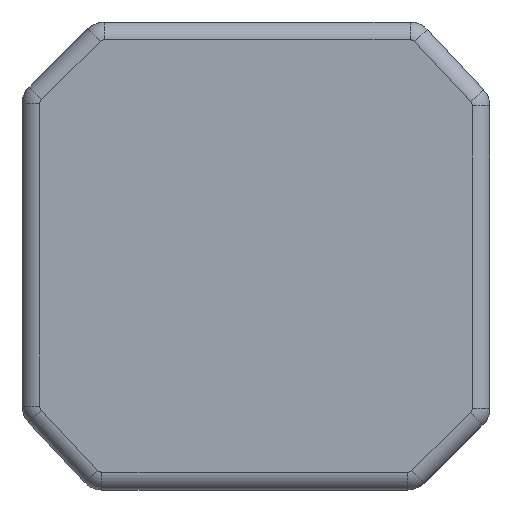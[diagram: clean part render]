
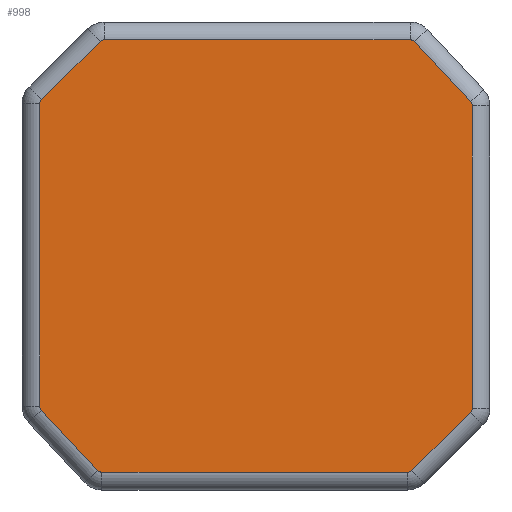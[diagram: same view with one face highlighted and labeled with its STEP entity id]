
A CAD part, front view. The second image highlights one B-rep face of the part: STEP entity #998.
In plain terms, the highlighted planar face has unit normal (0, -1, 0).
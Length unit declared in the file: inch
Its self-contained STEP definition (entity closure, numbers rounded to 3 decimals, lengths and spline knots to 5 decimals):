
#15 = EDGE_CURVE ( 'NONE', #885, #1425, #163, .T. ) ;
#28 = ORIENTED_EDGE ( 'NONE', *, *, #583, .T. ) ;
#69 = EDGE_CURVE ( 'NONE', #841, #455, #445, .T. ) ;
#113 = DIRECTION ( 'NONE',  ( 0., 1., 0. ) ) ;
#121 = CIRCLE ( 'NONE', #922, 0.04 ) ;
#163 = LINE ( 'NONE', #1857, #1346 ) ;
#178 = EDGE_CURVE ( 'NONE', #687, #1512, #640, .T. ) ;
#212 = DIRECTION ( 'NONE',  ( -0.711, 0., -0.703 ) ) ;
#213 = DIRECTION ( 'NONE',  ( 0.711, 0., 0.703 ) ) ;
#220 = ORIENTED_EDGE ( 'NONE', *, *, #1842, .F. ) ;
#246 = ORIENTED_EDGE ( 'NONE', *, *, #1050, .T. ) ;
#250 = CARTESIAN_POINT ( 'NONE',  ( -1.1282, 0., 0.74109 ) ) ;
#252 = VECTOR ( 'NONE', #649, 39.37008 ) ;
#272 = EDGE_CURVE ( 'NONE', #1102, #1665, #351, .T. ) ;
#315 = AXIS2_PLACEMENT_3D ( 'NONE', #1422, #511, #1595 ) ;
#331 = DIRECTION ( 'NONE',  ( 0., 1., 0. ) ) ;
#341 = VECTOR ( 'NONE', #484, 39.37008 ) ;
#351 = LINE ( 'NONE', #1329, #1971 ) ;
#354 = ORIENTED_EDGE ( 'NONE', *, *, #430, .T. ) ;
#383 = FACE_OUTER_BOUND ( 'NONE', #808, .T. ) ;
#387 = CARTESIAN_POINT ( 'NONE',  ( 1.7678, 0., -1.35399 ) ) ;
#399 = DIRECTION ( 'NONE',  ( 0., 1., 0. ) ) ;
#409 = CARTESIAN_POINT ( 'NONE',  ( 1.8078, 0., 0.72595 ) ) ;
#420 = DIRECTION ( 'NONE',  ( 0.682, 0., -0.731 ) ) ;
#425 = ORIENTED_EDGE ( 'NONE', *, *, #1204, .F. ) ;
#426 = ORIENTED_EDGE ( 'NONE', *, *, #894, .F. ) ;
#430 = EDGE_CURVE ( 'NONE', #695, #1183, #1669, .T. ) ;
#445 = LINE ( 'NONE', #1912, #864 ) ;
#449 = CARTESIAN_POINT ( 'NONE',  ( 1.79704, 0., 0.75324 ) ) ;
#450 = CIRCLE ( 'NONE', #1697, 0.04 ) ;
#453 = CARTESIAN_POINT ( 'NONE',  ( 1.39095, 0., -1.78289 ) ) ;
#455 = VERTEX_POINT ( 'NONE', #526 ) ;
#460 = AXIS2_PLACEMENT_3D ( 'NONE', #250, #1914, #515 ) ;
#484 = DIRECTION ( 'NONE',  ( 0., 0., 1. ) ) ;
#502 = CARTESIAN_POINT ( 'NONE',  ( 0., 0., 1.18155 ) ) ;
#511 = DIRECTION ( 'NONE',  ( 0., 1., 0. ) ) ;
#515 = DIRECTION ( 'NONE',  ( 0., 0., 1. ) ) ;
#526 = CARTESIAN_POINT ( 'NONE',  ( 1.79592, 0., -1.38243 ) ) ;
#533 = DIRECTION ( 'NONE',  ( 0., 0., 1. ) ) ;
#548 = CARTESIAN_POINT ( 'NONE',  ( -1.1682, 0., 0.74109 ) ) ;
#565 = PLANE ( 'NONE',  #1692 ) ;
#583 = EDGE_CURVE ( 'NONE', #1554, #1900, #1865, .T. ) ;
#588 = VERTEX_POINT ( 'NONE', #449 ) ;
#589 = ORIENTED_EDGE ( 'NONE', *, *, #1927, .T. ) ;
#591 = VECTOR ( 'NONE', #1997, 39.37008 ) ;
#611 = CARTESIAN_POINT ( 'NONE',  ( 1.7678, 0., 0.72595 ) ) ;
#634 = ORIENTED_EDGE ( 'NONE', *, *, #741, .F. ) ;
#640 = LINE ( 'NONE', #502, #252 ) ;
#641 = AXIS2_PLACEMENT_3D ( 'NONE', #611, #1696, #764 ) ;
#649 = DIRECTION ( 'NONE',  ( -1., 0., 0. ) ) ;
#687 = VERTEX_POINT ( 'NONE', #1695 ) ;
#695 = VERTEX_POINT ( 'NONE', #1370 ) ;
#711 = ORIENTED_EDGE ( 'NONE', *, *, #69, .T. ) ;
#729 = CIRCLE ( 'NONE', #641, 0.04 ) ;
#738 = LINE ( 'NONE', #1339, #1121 ) ;
#741 = EDGE_CURVE ( 'NONE', #889, #455, #1024, .T. ) ;
#759 = CARTESIAN_POINT ( 'NONE',  ( -0.74033, 0., -1.79445 ) ) ;
#764 = DIRECTION ( 'NONE',  ( 0., 0., 1. ) ) ;
#808 = EDGE_LOOP ( 'NONE', ( #1656, #711, #634, #589, #426, #246, #1197, #1859, #947, #354, #1507, #28, #220, #1063, #425, #1788 ) ) ;
#841 = VERTEX_POINT ( 'NONE', #453 ) ;
#856 = DIRECTION ( 'NONE',  ( 0., 1., 0. ) ) ;
#864 = VECTOR ( 'NONE', #213, 39.37008 ) ;
#874 = CARTESIAN_POINT ( 'NONE',  ( 1.37993, 0., 1.14155 ) ) ;
#885 = VERTEX_POINT ( 'NONE', #759 ) ;
#889 = VERTEX_POINT ( 'NONE', #913 ) ;
#894 = EDGE_CURVE ( 'NONE', #588, #1870, #729, .T. ) ;
#913 = CARTESIAN_POINT ( 'NONE',  ( 1.8078, 0., -1.35399 ) ) ;
#922 = AXIS2_PLACEMENT_3D ( 'NONE', #1765, #856, #1934 ) ;
#931 = AXIS2_PLACEMENT_3D ( 'NONE', #1311, #399, #1467 ) ;
#947 = ORIENTED_EDGE ( 'NONE', *, *, #1743, .F. ) ;
#968 = CIRCLE ( 'NONE', #931, 0.04 ) ;
#998 = ADVANCED_FACE ( 'NONE', ( #383 ), #565, .F. ) ;
#1018 = DIRECTION ( 'NONE',  ( 0., 0., 1. ) ) ;
#1024 = CIRCLE ( 'NONE', #1641, 0.04 ) ;
#1030 = CARTESIAN_POINT ( 'NONE',  ( 0., 0., 0. ) ) ;
#1050 = EDGE_CURVE ( 'NONE', #588, #1266, #738, .T. ) ;
#1051 = CARTESIAN_POINT ( 'NONE',  ( -1.1682, 0., 0. ) ) ;
#1063 = ORIENTED_EDGE ( 'NONE', *, *, #272, .T. ) ;
#1102 = VERTEX_POINT ( 'NONE', #1405 ) ;
#1121 = VECTOR ( 'NONE', #1398, 39.37008 ) ;
#1136 = CARTESIAN_POINT ( 'NONE',  ( 1.36283, 0., -1.79445 ) ) ;
#1167 = CARTESIAN_POINT ( 'NONE',  ( -0.76957, 0., -1.78174 ) ) ;
#1183 = VERTEX_POINT ( 'NONE', #1291 ) ;
#1195 = DIRECTION ( 'NONE',  ( 0., 0., 1. ) ) ;
#1197 = ORIENTED_EDGE ( 'NONE', *, *, #1674, .F. ) ;
#1204 = EDGE_CURVE ( 'NONE', #885, #1665, #121, .T. ) ;
#1220 = LINE ( 'NONE', #1564, #341 ) ;
#1240 = EDGE_CURVE ( 'NONE', #841, #1425, #1250, .T. ) ;
#1249 = VECTOR ( 'NONE', #212, 39.37008 ) ;
#1250 = CIRCLE ( 'NONE', #1667, 0.04 ) ;
#1254 = CARTESIAN_POINT ( 'NONE',  ( 1.36283, 0., -1.75445 ) ) ;
#1266 = VERTEX_POINT ( 'NONE', #1562 ) ;
#1291 = CARTESIAN_POINT ( 'NONE',  ( -1.15633, 0., 0.76953 ) ) ;
#1311 = CARTESIAN_POINT ( 'NONE',  ( -1.1282, 0., -1.33885 ) ) ;
#1329 = CARTESIAN_POINT ( 'NONE',  ( -1.30007, 0., -1.21332 ) ) ;
#1339 = CARTESIAN_POINT ( 'NONE',  ( 1.33619, 0., 1.24704 ) ) ;
#1346 = VECTOR ( 'NONE', #1376, 39.37008 ) ;
#1370 = CARTESIAN_POINT ( 'NONE',  ( -0.75135, 0., 1.16999 ) ) ;
#1376 = DIRECTION ( 'NONE',  ( 1., 0., 0. ) ) ;
#1380 = CARTESIAN_POINT ( 'NONE',  ( -1.1682, 0., -1.33885 ) ) ;
#1387 = DIRECTION ( 'NONE',  ( 0., 0., 1. ) ) ;
#1398 = DIRECTION ( 'NONE',  ( -0.682, 0., 0.731 ) ) ;
#1405 = CARTESIAN_POINT ( 'NONE',  ( -1.15744, 0., -1.36614 ) ) ;
#1422 = CARTESIAN_POINT ( 'NONE',  ( -0.72323, 0., 1.14155 ) ) ;
#1425 = VERTEX_POINT ( 'NONE', #1136 ) ;
#1450 = DIRECTION ( 'NONE',  ( 0., 1., 0. ) ) ;
#1467 = DIRECTION ( 'NONE',  ( 0., 0., 1. ) ) ;
#1507 = ORIENTED_EDGE ( 'NONE', *, *, #1549, .F. ) ;
#1512 = VERTEX_POINT ( 'NONE', #1772 ) ;
#1529 = CIRCLE ( 'NONE', #315, 0.04 ) ;
#1549 = EDGE_CURVE ( 'NONE', #1554, #1183, #1838, .T. ) ;
#1554 = VERTEX_POINT ( 'NONE', #548 ) ;
#1562 = CARTESIAN_POINT ( 'NONE',  ( 1.40917, 0., 1.16884 ) ) ;
#1564 = CARTESIAN_POINT ( 'NONE',  ( 1.8078, 0., 0. ) ) ;
#1595 = DIRECTION ( 'NONE',  ( 0., 0., 1. ) ) ;
#1599 = CARTESIAN_POINT ( 'NONE',  ( -0.95643, 0., 0.96721 ) ) ;
#1641 = AXIS2_PLACEMENT_3D ( 'NONE', #387, #1450, #533 ) ;
#1656 = ORIENTED_EDGE ( 'NONE', *, *, #1240, .F. ) ;
#1665 = VERTEX_POINT ( 'NONE', #1167 ) ;
#1667 = AXIS2_PLACEMENT_3D ( 'NONE', #1254, #331, #1387 ) ;
#1669 = LINE ( 'NONE', #1599, #1249 ) ;
#1674 = EDGE_CURVE ( 'NONE', #687, #1266, #450, .T. ) ;
#1692 = AXIS2_PLACEMENT_3D ( 'NONE', #1030, #113, #1195 ) ;
#1695 = CARTESIAN_POINT ( 'NONE',  ( 1.37993, 0., 1.18155 ) ) ;
#1696 = DIRECTION ( 'NONE',  ( 0., 1., 0. ) ) ;
#1697 = AXIS2_PLACEMENT_3D ( 'NONE', #874, #1953, #1018 ) ;
#1743 = EDGE_CURVE ( 'NONE', #695, #1512, #1529, .T. ) ;
#1765 = CARTESIAN_POINT ( 'NONE',  ( -0.74033, 0., -1.75445 ) ) ;
#1772 = CARTESIAN_POINT ( 'NONE',  ( -0.72323, 0., 1.18155 ) ) ;
#1788 = ORIENTED_EDGE ( 'NONE', *, *, #15, .T. ) ;
#1838 = CIRCLE ( 'NONE', #460, 0.04 ) ;
#1842 = EDGE_CURVE ( 'NONE', #1102, #1900, #968, .T. ) ;
#1857 = CARTESIAN_POINT ( 'NONE',  ( 0., 0., -1.79445 ) ) ;
#1859 = ORIENTED_EDGE ( 'NONE', *, *, #178, .T. ) ;
#1865 = LINE ( 'NONE', #1051, #591 ) ;
#1870 = VERTEX_POINT ( 'NONE', #409 ) ;
#1900 = VERTEX_POINT ( 'NONE', #1380 ) ;
#1912 = CARTESIAN_POINT ( 'NONE',  ( 1.57907, 0., -1.59687 ) ) ;
#1914 = DIRECTION ( 'NONE',  ( 0., 1., 0. ) ) ;
#1927 = EDGE_CURVE ( 'NONE', #889, #1870, #1220, .T. ) ;
#1934 = DIRECTION ( 'NONE',  ( 0., 0., 1. ) ) ;
#1953 = DIRECTION ( 'NONE',  ( 0., 1., 0. ) ) ;
#1971 = VECTOR ( 'NONE', #420, 39.37008 ) ;
#1997 = DIRECTION ( 'NONE',  ( 0., 0., -1. ) ) ;
